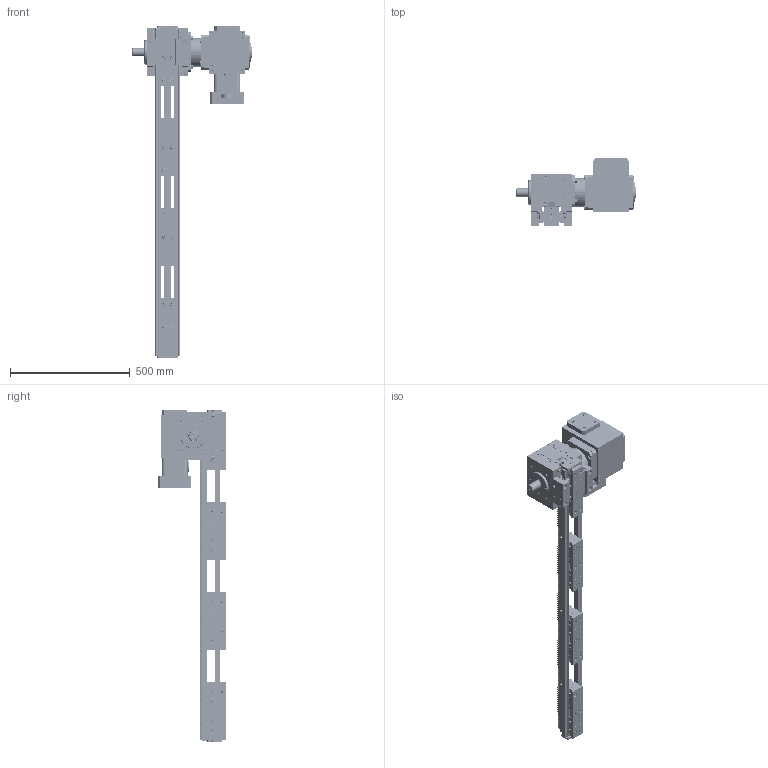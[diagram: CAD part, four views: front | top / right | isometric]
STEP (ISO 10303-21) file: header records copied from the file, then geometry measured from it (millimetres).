
FILE_DESCRIPTION (( 'STEP AP203' ), '1' );
FILE_NAME ('FANGX2560S2F2-76SW010-1360RRGX.STEP', '2022-10-24T13:06:10', ( '' ), ( '' ), 'SwSTEP 2.0', 'SolidWorks 2021', '' );
FILE_SCHEMA (( 'CONFIG_CONTROL_DESIGN' ));
Length unit declared in the file: millimetre
Products named in the file (50): 2560.0201; 76WS-1-CP_1; MCMASTER_1199N319_Spring-Loaded Rotary Shaft Seal with Wiper Lip_1199N319; SHCS-LOW PROFILE-M5x0.8 x 12mm_93070A123; HALO2560S2BB-76SW010RRGX; FHCS-M6x1.0 x 20_91294A240; 2560.0200; FTS2560.0100B; FANGX2560S2F2-76SW010-1360RRGX; FTS2560-0100A; RAIL2560M3BB-1360RR; MP2GLQE-CP; SHCS-M10x1.5 x 60_91290A536; DWL PIN-M10 x 30_91585A889; SHCS-M8x1.25 x 45_91290A211; 2560.0202_MACHINED; MCMASTER_92288A245_Machine Key Stock_92288A245; 2560.1005; SKF_208-2Z; FTS2560.0125; 2560.1200; 76WM-OUTH-45_1; KWD_025_SLS_CS__PSF_1360; RG2530K-U; FTS2560.0000; 76WM-M20-CP_1; 2560.1253; SHCS-M10x1.5 x 35_M10x1.5 x 35; FTS2560.0101; 2560.7600_Default<As Machined>; 76WS-WCAP_1; KWD_025_SLS_CS_C2_N_SS_0_01_S1_SL_BX_LS (1).stp; R341700802_Z.stp-1; 2560.1010; W076020.SKHS03GLQEU-; 3552N390_ BEARING RETAINING LOCKNUT_3552N39; SHCS-M6x1.0 x 30_M6X1.0 x 30; SKF_3208 A-2RS1; R201220131.stp-1; FHCS-M4x0.7 x 12_91294A192 ...
Assembly tree (248 placements, depth 4):
  FANGX2560S2F2-76SW010-1360RRGX
    HALO2560S2BB-76SW010RRGX
      2560.0200
      2560.0201  x2
      2560.1000
      2560.1005
      2560.1010
      2560.7600_Default<As Machined>  x2
      2560.5000_Default<As Machined>
      2560.0500_Default<As Machined>
      2560.0202_MACHINED  x2
      2560.1020  x2
      2560.1200
      W076020.SKHS03GLQEU-
        76WS-1-CP_1
        76WM-M20-CP_1
        RG2530K-U
        MP2GLQE-CP
        76WM-OUTH-45_1  x2
        76WS-WCAP_1
      KWD_025_SLS_CS_C2_N_SS_0_01_S1_SL_BX_LS (1).stp  x2
        R201220131.stp-1
        R200120102_Z.stp-1
        R341700802_Z.stp-1
        R343706101_Z.stp-1
      SKF_3208 A-2RS1
      SKF_208-2Z
      3552N390_ BEARING RETAINING LOCKNUT_3552N39
      MCMASTER_92288A245_Machine Key Stock_92288A245
      MCMASTER_1199N319_Spring-Loaded Rotary Shaft Seal with Wiper Lip_1199N319
      HHCS-M10x1.5 x 30_91280A634  x8
      SHCS-M4x0.7 x 35_91290A182  x4
      FHCS-M4x0.7 x 12_91294A192  x18
      SHCS-M6x1.0 x 30_M6X1.0 x 30  x8
      SHCS-M10x1.5 x 35_M10x1.5 x 35  x4
      SHCS-M10x1.5 x 60_91290A536  x4
      DWL PIN-M10 x 30_91585A889  x4
      SHCS-M4x0.7 x 10_91290A144  x4
    RAIL2560M3BB-1360RR
      2560.1253
      FTS2560.0000  x32
      FTS2560.0100B  x2
      FTS2560.0101  x4
      FTS2560.0125  x2
      FTS2560-0100A  x2
      KWD_025_SLS_CS__PSF_1360  x2
      SHCS-M8x1.25_M8x1.25 x 30  x24
      SHCS-LOW PROFILE-M5x0.8 x 12mm_93070A123  x64
      SHCS-M8x1.25 x 45_91290A211  x16
      FHCS-M6x1.0 x 20_91294A240  x4
Bounding box: 497 x 285.62 x 1384.31 mm (x, y, z)
Volume: 19417507.1 mm3; surface area: 2801915.3 mm2
Topology: 276 solids, 322 shells, 9859 faces, 23130 edges, 14100 vertices
Faces by surface type: plane 4526, cylinder 2726, cone 2460, bspline 66, torus 51, sphere 30
Entity records: 148461 total; most frequent: CARTESIAN_POINT 38231, ORIENTED_EDGE 21488, DIRECTION 19749, EDGE_CURVE 10760, VERTEX_POINT 7067, AXIS2_PLACEMENT_3D 6592, LINE 6565, VECTOR 6565
